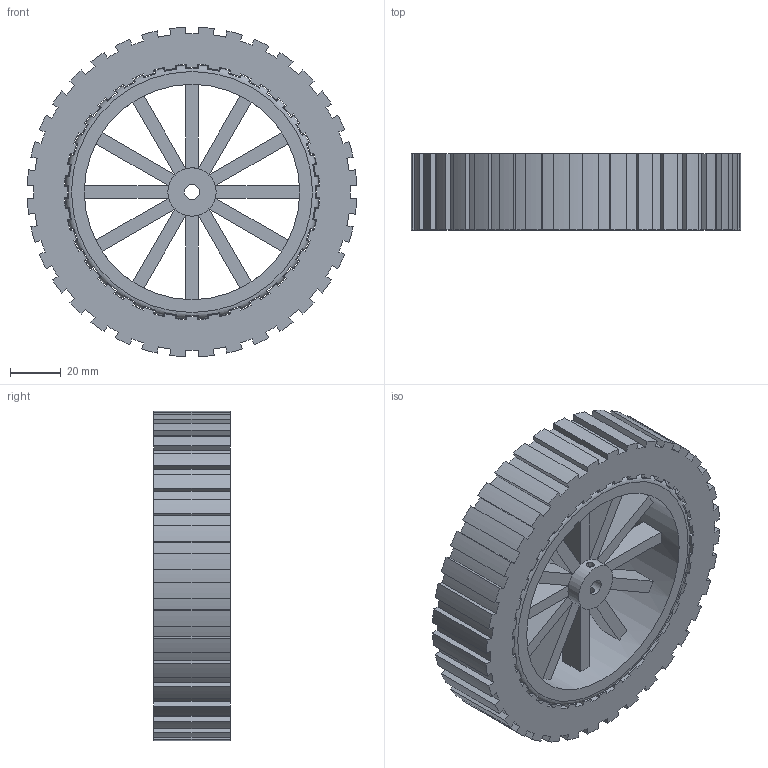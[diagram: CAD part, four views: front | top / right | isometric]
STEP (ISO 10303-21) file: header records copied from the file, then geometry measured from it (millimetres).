
FILE_DESCRIPTION(/* description */ (''),/* implementation_level */ '2;1');
FILE_NAME(/* name */ 'Motorwheel v8.step',/* time_stamp */ '2021-02-04T18:05:15-05:00',/* author */ (''),/* organization */ (''),/* preprocessor_version */ 'ST-DEVELOPER v18.1',/* originating_system */ 'Autodesk Translation Framework v9.7.1.1290',/* authorisation */ '');
FILE_SCHEMA (('AUTOMOTIVE_DESIGN { 1 0 10303 214 3 1 1 }'));
Length unit declared in the file: millimetre
Products named in the file (3): Motorwheel; Component1; Motorwheel extension
Assembly tree (2 placements, depth 2):
  Motorwheel
    Component1
    Motorwheel extension
Bounding box: 129.9 x 30 x 129.9 mm (x, y, z)
Volume: 234486.5 mm3; surface area: 76323.3 mm2
Topology: 2 solids, 2 shells, 478 faces, 1453 edges, 970 vertices
Faces by surface type: plane 320, cylinder 156, torus 2
Full cylindrical faces by diameter (mm): 6.1 x1, 19 x2, 85 x1
Entity records: 17669 total; most frequent: CARTESIAN_POINT 4623, ORIENTED_EDGE 2906, DIRECTION 2507, EDGE_CURVE 1453, VERTEX_POINT 970, LINE 889, VECTOR 889, AXIS2_PLACEMENT_3D 809
